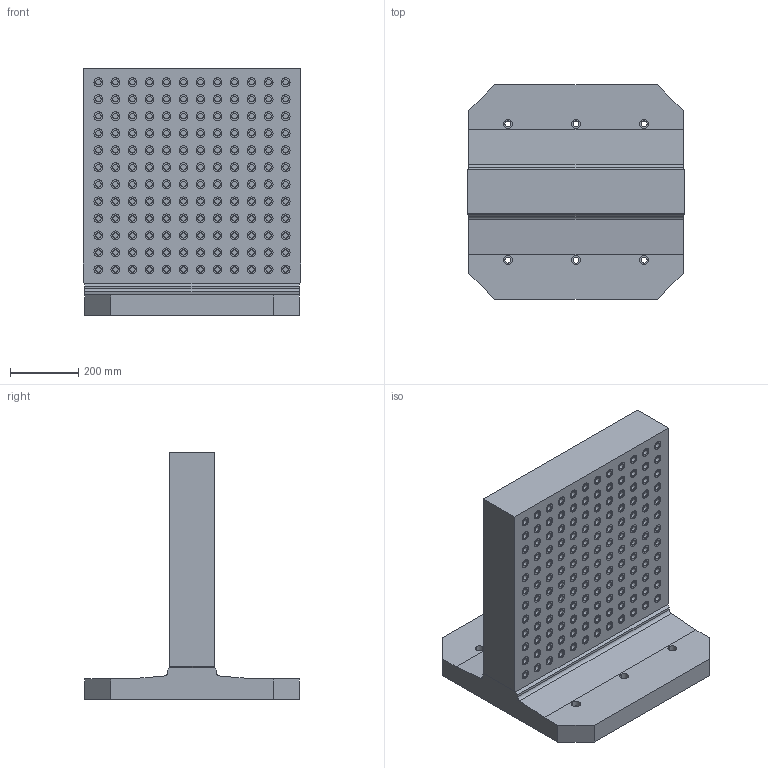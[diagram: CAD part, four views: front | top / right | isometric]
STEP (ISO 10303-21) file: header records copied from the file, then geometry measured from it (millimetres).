
FILE_DESCRIPTION(('STEP AP214'),'1');
FILE_NAME(' ',' ',('TraceParts'),('TraceParts S.A.'),'XStep 1.0',' ',' ');
FILE_SCHEMA(('automotive_design'));
Length unit declared in the file: millimetre
Products named in the file (1): 1
Bounding box: 640 x 630 x 725 mm (x, y, z)
Volume: 76090566.9 mm3; surface area: 2705267.7 mm2
Topology: 1 solids, 1 shells, 1793 faces, 3614 edges, 2408 vertices
Faces by surface type: cylinder 1184, plane 609
Entity records: 92506 total; most frequent: DIRECTION 9570, STYLED_ITEM 7816, PRESENTATION_STYLE_ASSIGNMENT 7816, CARTESIAN_POINT 7816, COLOUR_RGB 7816, ORIENTED_EDGE 7228, AXIS2_PLACEMENT_3D 4162, EDGE_CURVE 3614
